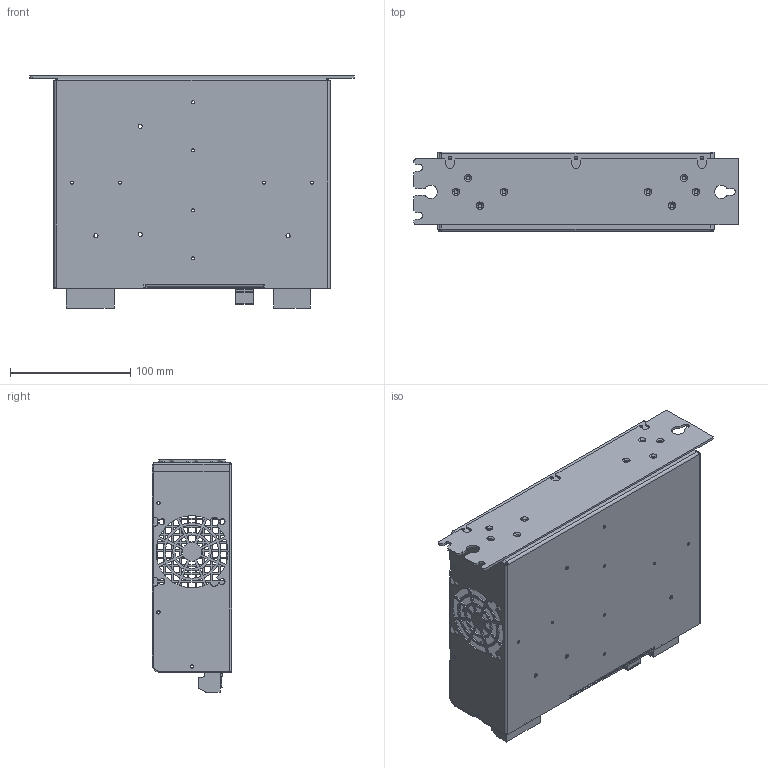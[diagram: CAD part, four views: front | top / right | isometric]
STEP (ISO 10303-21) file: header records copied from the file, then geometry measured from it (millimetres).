
FILE_DESCRIPTION (( 'STEP AP214' ), '1' );
FILE_NAME ('S01-72!1000.STEP', '2010-11-25T13:37:36', ( '' ), ( '' ), 'SwSTEP 2.0', 'SolidWorks 2010', '' );
FILE_SCHEMA (( 'AUTOMOTIVE_DESIGN' ));
Length unit declared in the file: millimetre
Products named in the file (2): Teil5^S01-72!1000; S01-72!1000
Assembly tree (1 placements, depth 2):
  S01-72!1000
    Teil5^S01-72!1000
Bounding box: 270 x 66 x 193.48 mm (x, y, z)
Volume: 173810.6 mm3; surface area: 268439.3 mm2
Topology: 2 solids, 2 shells, 1409 faces, 4174 edges, 2752 vertices
Faces by surface type: plane 1119, cylinder 274, cone 16
Entity records: 47831 total; most frequent: ORIENTED_EDGE 8348, CARTESIAN_POINT 8339, DIRECTION 7564, EDGE_CURVE 4174, VECTOR 3610, LINE 3610, VERTEX_POINT 2752, EDGE_LOOP 2002
